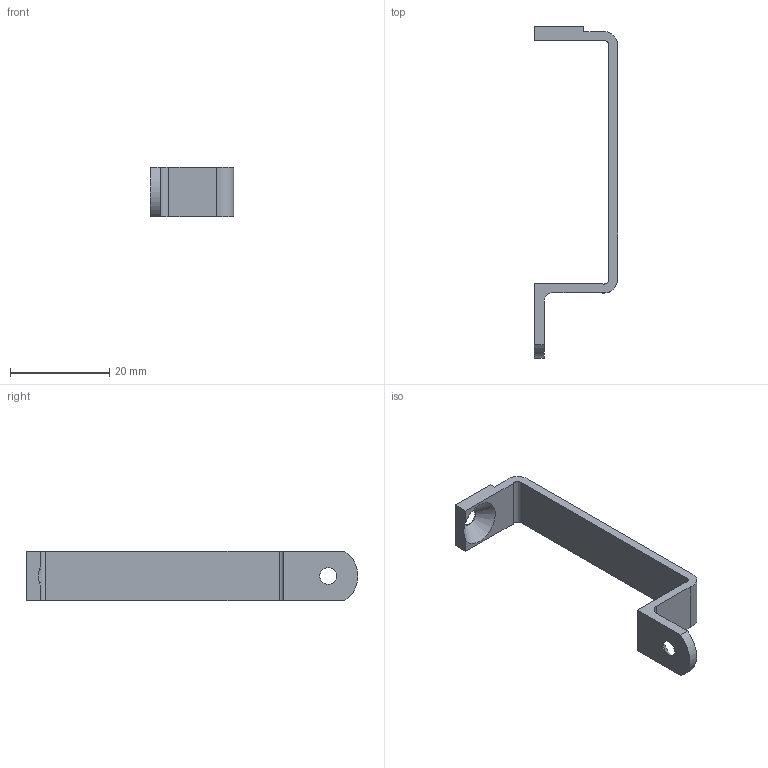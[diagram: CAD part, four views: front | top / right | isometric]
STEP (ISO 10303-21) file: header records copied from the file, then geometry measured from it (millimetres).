
FILE_DESCRIPTION(('FreeCAD Model'),'2;1');
FILE_NAME('Open CASCADE Shape Model','2024-03-24T21:13:22',(''),(''), 'Open CASCADE STEP processor 7.6','FreeCAD','Unknown');
FILE_SCHEMA(('AUTOMOTIVE_DESIGN { 1 0 10303 214 1 1 1 1 }'));
Length unit declared in the file: millimetre
Products named in the file (1): Pocket053032724
Bounding box: 16.8 x 67 x 10 mm (x, y, z)
Volume: 1702.6 mm3; surface area: 2288.4 mm2
Topology: 1 solids, 1 shells, 23 faces, 64 edges, 42 vertices
Faces by surface type: plane 13, cylinder 8, cone 2
Full cylindrical faces by diameter (mm): 3.4 x2
Entity records: 1609 total; most frequent: CARTESIAN_POINT 284, DIRECTION 251, LINE 148, VECTOR 148, ORIENTED_EDGE 128, PCURVE 128, DEFINITIONAL_REPRESENTATION 128, EDGE_CURVE 64
